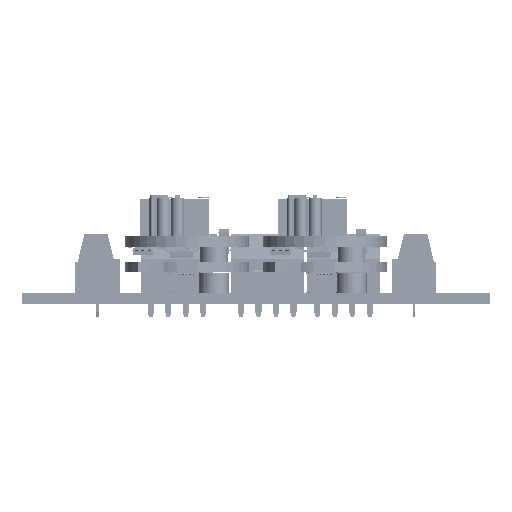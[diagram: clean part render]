
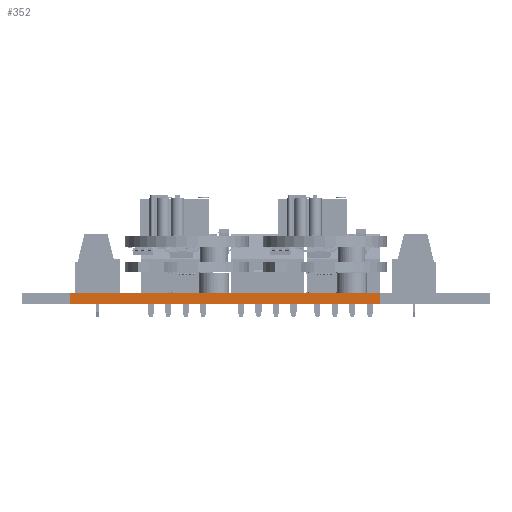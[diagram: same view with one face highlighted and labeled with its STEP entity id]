
A CAD part, front view. The second image highlights one B-rep face of the part: STEP entity #352.
In plain terms, the highlighted planar face has unit normal (0, -1, 0).
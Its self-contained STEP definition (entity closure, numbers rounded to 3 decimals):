
#327 = VERTEX_POINT('',#328);
#328 = CARTESIAN_POINT('',(52.,0.,1.591));
#334 = EDGE_CURVE('',#335,#327,#337,.T.);
#335 = VERTEX_POINT('',#336);
#336 = CARTESIAN_POINT('',(52.,0.,0.));
#337 = LINE('',#338,#339);
#338 = CARTESIAN_POINT('',(52.,0.,0.));
#339 = VECTOR('',#340,1.);
#340 = DIRECTION('',(0.,0.,1.));
#352 = ADVANCED_FACE('',(#353),#378,.T.);
#353 = FACE_BOUND('',#354,.T.);
#354 = EDGE_LOOP('',(#355,#356,#364,#372));
#355 = ORIENTED_EDGE('',*,*,#334,.T.);
#356 = ORIENTED_EDGE('',*,*,#357,.T.);
#357 = EDGE_CURVE('',#327,#358,#360,.T.);
#358 = VERTEX_POINT('',#359);
#359 = CARTESIAN_POINT('',(7.,0.,1.591));
#360 = LINE('',#361,#362);
#361 = CARTESIAN_POINT('',(52.,0.,1.591));
#362 = VECTOR('',#363,1.);
#363 = DIRECTION('',(-1.,0.,0.));
#364 = ORIENTED_EDGE('',*,*,#365,.F.);
#365 = EDGE_CURVE('',#366,#358,#368,.T.);
#366 = VERTEX_POINT('',#367);
#367 = CARTESIAN_POINT('',(7.,0.,0.));
#368 = LINE('',#369,#370);
#369 = CARTESIAN_POINT('',(7.,0.,0.));
#370 = VECTOR('',#371,1.);
#371 = DIRECTION('',(0.,0.,1.));
#372 = ORIENTED_EDGE('',*,*,#373,.F.);
#373 = EDGE_CURVE('',#335,#366,#374,.T.);
#374 = LINE('',#375,#376);
#375 = CARTESIAN_POINT('',(52.,0.,0.));
#376 = VECTOR('',#377,1.);
#377 = DIRECTION('',(-1.,0.,0.));
#378 = PLANE('',#379);
#379 = AXIS2_PLACEMENT_3D('',#380,#381,#382);
#380 = CARTESIAN_POINT('',(52.,0.,0.));
#381 = DIRECTION('',(0.,-1.,0.));
#382 = DIRECTION('',(-1.,0.,0.));
